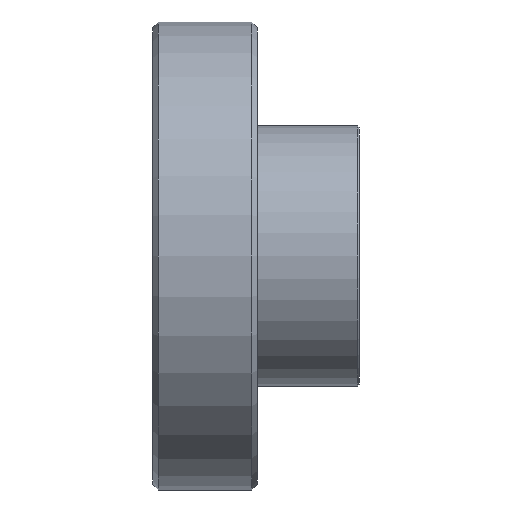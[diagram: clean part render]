
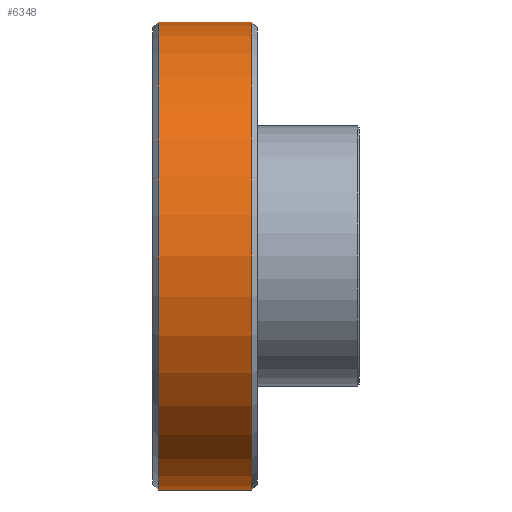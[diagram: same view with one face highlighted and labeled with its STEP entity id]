
A CAD part, left-side view. The second image highlights one B-rep face of the part: STEP entity #6348.
In plain terms, the highlighted cylindrical face has radius 17 mm (diameter 34 mm), a partial arc.
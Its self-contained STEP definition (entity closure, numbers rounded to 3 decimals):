
#204 = DIRECTION ( 'NONE',  ( 0., 0., 1. ) ) ;
#360 = CARTESIAN_POINT ( 'NONE',  ( 0., 53.835, 17. ) ) ;
#533 = VERTEX_POINT ( 'NONE', #1918 ) ;
#1918 = CARTESIAN_POINT ( 'NONE',  ( 0., 7.2, -17. ) ) ;
#2011 = ORIENTED_EDGE ( 'NONE', *, *, #16505, .T. ) ;
#2101 = DIRECTION ( 'NONE',  ( 0., 1., 0. ) ) ;
#2951 = CARTESIAN_POINT ( 'NONE',  ( 0., 0.4, 0. ) ) ;
#3869 = ORIENTED_EDGE ( 'NONE', *, *, #10798, .T. ) ;
#4289 = DIRECTION ( 'NONE',  ( 0., 0., -1. ) ) ;
#4501 = CARTESIAN_POINT ( 'NONE',  ( 0., 53.835, -17. ) ) ;
#4970 = LINE ( 'NONE', #4501, #15533 ) ;
#4977 = CIRCLE ( 'NONE', #8589, 17. ) ;
#5318 = VERTEX_POINT ( 'NONE', #9205 ) ;
#5340 = AXIS2_PLACEMENT_3D ( 'NONE', #2951, #12208, #4289 ) ;
#5849 = FACE_OUTER_BOUND ( 'NONE', #6257, .T. ) ;
#6257 = EDGE_LOOP ( 'NONE', ( #8781, #3869, #2011, #15732 ) ) ;
#6348 = ADVANCED_FACE ( 'NONE', ( #5849 ), #11170, .T. ) ;
#7073 = AXIS2_PLACEMENT_3D ( 'NONE', #16607, #2101, #16718 ) ;
#7140 = VERTEX_POINT ( 'NONE', #16918 ) ;
#8151 = DIRECTION ( 'NONE',  ( 0., -1., 0. ) ) ;
#8589 = AXIS2_PLACEMENT_3D ( 'NONE', #16082, #8151, #204 ) ;
#8781 = ORIENTED_EDGE ( 'NONE', *, *, #12602, .F. ) ;
#8797 = CARTESIAN_POINT ( 'NONE',  ( 0., 7.2, 17. ) ) ;
#9205 = CARTESIAN_POINT ( 'NONE',  ( 0., 0.4, 17. ) ) ;
#10737 = VECTOR ( 'NONE', #10944, 1000. ) ;
#10798 = EDGE_CURVE ( 'NONE', #7140, #5318, #11599, .T. ) ;
#10944 = DIRECTION ( 'NONE',  ( 0., 1., 0. ) ) ;
#11170 = CYLINDRICAL_SURFACE ( 'NONE', #7073, 17. ) ;
#11599 = CIRCLE ( 'NONE', #5340, 17. ) ;
#12208 = DIRECTION ( 'NONE',  ( 0., 1., 0. ) ) ;
#12417 = DIRECTION ( 'NONE',  ( 0., 1., 0. ) ) ;
#12602 = EDGE_CURVE ( 'NONE', #7140, #533, #4970, .T. ) ;
#14887 = VERTEX_POINT ( 'NONE', #8797 ) ;
#15533 = VECTOR ( 'NONE', #12417, 1000. ) ;
#15541 = LINE ( 'NONE', #360, #10737 ) ;
#15732 = ORIENTED_EDGE ( 'NONE', *, *, #16381, .T. ) ;
#16082 = CARTESIAN_POINT ( 'NONE',  ( 0., 7.2, 0. ) ) ;
#16381 = EDGE_CURVE ( 'NONE', #14887, #533, #4977, .T. ) ;
#16505 = EDGE_CURVE ( 'NONE', #5318, #14887, #15541, .T. ) ;
#16607 = CARTESIAN_POINT ( 'NONE',  ( 0., 53.835, 0. ) ) ;
#16718 = DIRECTION ( 'NONE',  ( 0., 0., 1. ) ) ;
#16918 = CARTESIAN_POINT ( 'NONE',  ( 0., 0.4, -17. ) ) ;
